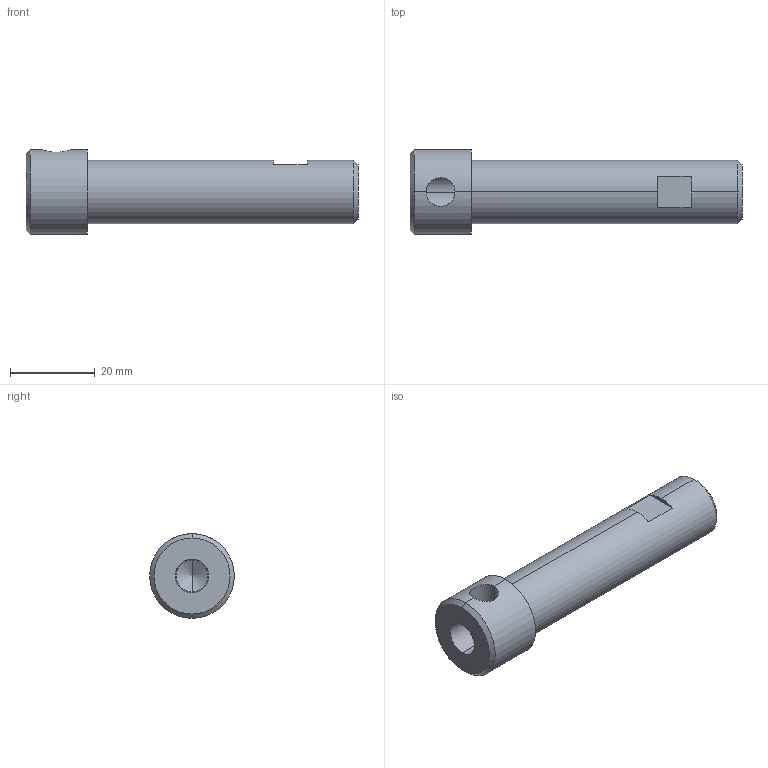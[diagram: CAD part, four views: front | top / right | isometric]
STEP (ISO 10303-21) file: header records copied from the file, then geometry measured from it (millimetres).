
FILE_DESCRIPTION (( 'STEP AP203' ), '1' );
FILE_NAME ('entraineur_Défaut_sldprt.STEP', '2017-12-12T20:33:28', ( '' ), ( '' ), 'SwSTEP 2.0', 'SolidWorks 2016', '' );
FILE_SCHEMA (( 'CONFIG_CONTROL_DESIGN' ));
Length unit declared in the file: millimetre
Products named in the file (1): entraineur_Défaut_sldprt
Bounding box: 78.5 x 20 x 20 mm (x, y, z)
Volume: 14594.8 mm3; surface area: 5026.8 mm2
Topology: 1 solids, 1 shells, 23 faces, 53 edges, 31 vertices
Faces by surface type: cylinder 10, plane 7, cone 6
Entity records: 846 total; most frequent: CARTESIAN_POINT 242, DIRECTION 119, ORIENTED_EDGE 102, EDGE_CURVE 51, AXIS2_PLACEMENT_3D 48, VERTEX_POINT 31, EDGE_LOOP 26, CIRCLE 24
